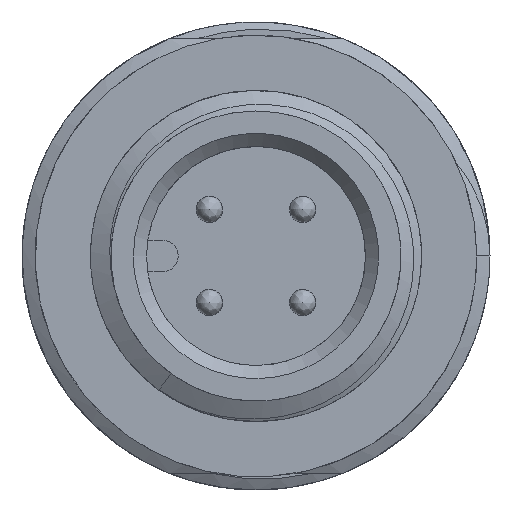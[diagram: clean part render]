
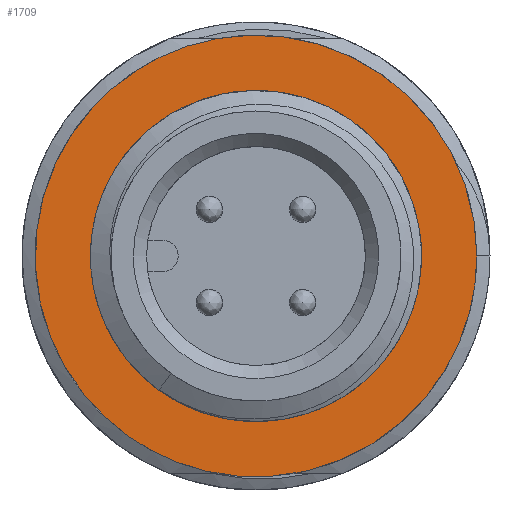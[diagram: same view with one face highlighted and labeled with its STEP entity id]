
A CAD part, front view. The second image highlights one B-rep face of the part: STEP entity #1709.
In plain terms, the highlighted free-form (B-spline) face has degree [1, 1] with [2, 2] control points.
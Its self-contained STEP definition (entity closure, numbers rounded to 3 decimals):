
#1680=CARTESIAN_POINT('',(8.375,0.,0.));
#1681=VERTEX_POINT('',#1680);
#1687=CARTESIAN_POINT('',(8.375,0.,0.));
#1688=CARTESIAN_POINT('',(8.375,0.,14.506));
#1689=CARTESIAN_POINT('',(-4.188,0.,7.253));
#1690=CARTESIAN_POINT('',(-16.75,0.,0.));
#1691=CARTESIAN_POINT('',(-4.188,0.,-7.253));
#1692=CARTESIAN_POINT('',(8.375,0.,-14.506));
#1693=CARTESIAN_POINT('',(8.375,0.,0.));
#1694=(BOUNDED_CURVE()B_SPLINE_CURVE(2,(#1687,#1688,#1689,#1690,#1691,#1692,#1693),.CIRCULAR_ARC.,.T.,.U.)B_SPLINE_CURVE_WITH_KNOTS((3,2,2,3),(0.,0.333,0.667,1.),.UNSPECIFIED.)CURVE()GEOMETRIC_REPRESENTATION_ITEM()RATIONAL_B_SPLINE_CURVE((1.,0.5,1.,0.5,1.,0.5,1.))REPRESENTATION_ITEM(''));
#1695=EDGE_CURVE('',#1681,#1681,#1694,.T.);
#1701=CARTESIAN_POINT('',(-31.917,0.,-15.));
#1702=CARTESIAN_POINT('',(-31.917,0.,15.));
#1703=CARTESIAN_POINT('',(31.917,0.,-15.));
#1704=CARTESIAN_POINT('',(31.917,0.,15.));
#1705=B_SPLINE_SURFACE_WITH_KNOTS('',1,1,((#1701,#1702),(#1703,#1704)),.PLANE_SURF.,.F.,.F.,.U.,(2,2),(2,2),(0.,1.),(0.,1.),.UNSPECIFIED.);
#1706=ORIENTED_EDGE('',*,*,#1695,.T.);
#1707=EDGE_LOOP('',(#1706));
#1708=FACE_OUTER_BOUND('',#1707,.T.);
#1709=ADVANCED_FACE('',(#1708),#1705,.T.);
